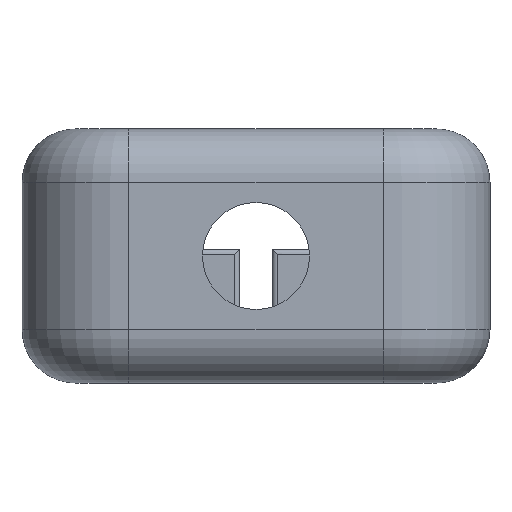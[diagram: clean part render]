
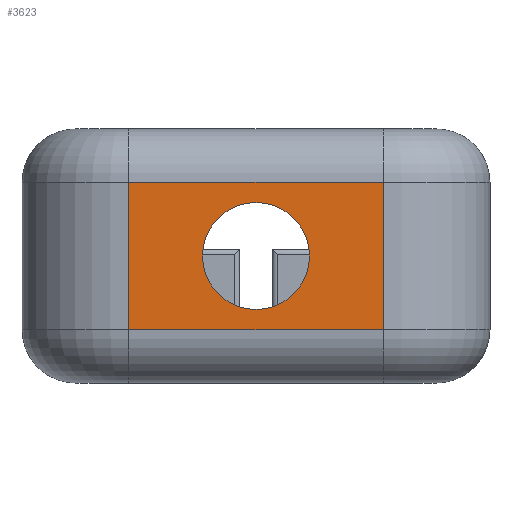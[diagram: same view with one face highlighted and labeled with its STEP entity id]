
A CAD part, left-side view. The second image highlights one B-rep face of the part: STEP entity #3623.
In plain terms, the highlighted planar face has unit normal (-1, 0, 0).
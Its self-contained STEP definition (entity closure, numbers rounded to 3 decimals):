
#19 = ORIENTED_EDGE ( 'NONE', *, *, #363, .T. ) ;
#88 = VECTOR ( 'NONE', #110, 1000. ) ;
#110 = DIRECTION ( 'NONE',  ( 0., -1., 0. ) ) ;
#168 = AXIS2_PLACEMENT_3D ( 'NONE', #228, #599, #3125 ) ;
#204 = LINE ( 'NONE', #1964, #88 ) ;
#217 = VECTOR ( 'NONE', #2173, 1000. ) ;
#228 = CARTESIAN_POINT ( 'NONE',  ( -17.5, 8.75, 9.5 ) ) ;
#234 = EDGE_LOOP ( 'NONE', ( #2420, #19, #2496, #4125 ) ) ;
#240 = CARTESIAN_POINT ( 'NONE',  ( -17.5, -4.75, 9.5 ) ) ;
#363 = EDGE_CURVE ( 'NONE', #3249, #2249, #3320, .T. ) ;
#428 = EDGE_CURVE ( 'NONE', #473, #1577, #3110, .T. ) ;
#473 = VERTEX_POINT ( 'NONE', #957 ) ;
#524 = EDGE_CURVE ( 'NONE', #2249, #473, #2678, .T. ) ;
#569 = VECTOR ( 'NONE', #639, 1000. ) ;
#599 = DIRECTION ( 'NONE',  ( 1., 0., 0. ) ) ;
#639 = DIRECTION ( 'NONE',  ( 0., 0., 1. ) ) ;
#957 = CARTESIAN_POINT ( 'NONE',  ( -17.5, 4.75, 7.5 ) ) ;
#1236 = CARTESIAN_POINT ( 'NONE',  ( -17.5, 2., 4.75 ) ) ;
#1246 = CARTESIAN_POINT ( 'NONE',  ( -17.5, -2., 4.75 ) ) ;
#1535 = CARTESIAN_POINT ( 'NONE',  ( -17.5, 4.75, 2. ) ) ;
#1577 = VERTEX_POINT ( 'NONE', #1535 ) ;
#1711 = CARTESIAN_POINT ( 'NONE',  ( -17.5, 8.75, 7.5 ) ) ;
#1757 = FACE_BOUND ( 'NONE', #4541, .T. ) ;
#1784 = CARTESIAN_POINT ( 'NONE',  ( -17.5, 0., 4.75 ) ) ;
#1868 = CARTESIAN_POINT ( 'NONE',  ( -17.5, 0., 4.75 ) ) ;
#1964 = CARTESIAN_POINT ( 'NONE',  ( -17.5, -8.75, 2. ) ) ;
#2017 = AXIS2_PLACEMENT_3D ( 'NONE', #1868, #4274, #2229 ) ;
#2142 = DIRECTION ( 'NONE',  ( 0., -1., 0. ) ) ;
#2164 = ORIENTED_EDGE ( 'NONE', *, *, #4308, .F. ) ;
#2173 = DIRECTION ( 'NONE',  ( 0., 0., -1. ) ) ;
#2177 = VERTEX_POINT ( 'NONE', #1246 ) ;
#2229 = DIRECTION ( 'NONE',  ( 0., -1., 0. ) ) ;
#2249 = VERTEX_POINT ( 'NONE', #3435 ) ;
#2420 = ORIENTED_EDGE ( 'NONE', *, *, #2901, .T. ) ;
#2496 = ORIENTED_EDGE ( 'NONE', *, *, #524, .T. ) ;
#2678 = LINE ( 'NONE', #1711, #4366 ) ;
#2745 = VERTEX_POINT ( 'NONE', #1236 ) ;
#2752 = EDGE_CURVE ( 'NONE', #2177, #2745, #4514, .T. ) ;
#2798 = DIRECTION ( 'NONE',  ( 0., 1., 0. ) ) ;
#2814 = ORIENTED_EDGE ( 'NONE', *, *, #2752, .F. ) ;
#2892 = CARTESIAN_POINT ( 'NONE',  ( -17.5, -4.75, 2. ) ) ;
#2901 = EDGE_CURVE ( 'NONE', #1577, #3249, #204, .T. ) ;
#3110 = LINE ( 'NONE', #4555, #217 ) ;
#3125 = DIRECTION ( 'NONE',  ( 0., 0., -1. ) ) ;
#3249 = VERTEX_POINT ( 'NONE', #2892 ) ;
#3320 = LINE ( 'NONE', #240, #569 ) ;
#3435 = CARTESIAN_POINT ( 'NONE',  ( -17.5, -4.75, 7.5 ) ) ;
#3512 = FACE_OUTER_BOUND ( 'NONE', #234, .T. ) ;
#3623 = ADVANCED_FACE ( 'NONE', ( #1757, #3512 ), #4118, .F. ) ;
#3656 = CIRCLE ( 'NONE', #3809, 2. ) ;
#3809 = AXIS2_PLACEMENT_3D ( 'NONE', #1784, #4200, #2142 ) ;
#4118 = PLANE ( 'NONE',  #168 ) ;
#4125 = ORIENTED_EDGE ( 'NONE', *, *, #428, .T. ) ;
#4200 = DIRECTION ( 'NONE',  ( -1., 0., 0. ) ) ;
#4274 = DIRECTION ( 'NONE',  ( -1., 0., 0. ) ) ;
#4308 = EDGE_CURVE ( 'NONE', #2745, #2177, #3656, .T. ) ;
#4366 = VECTOR ( 'NONE', #2798, 1000. ) ;
#4514 = CIRCLE ( 'NONE', #2017, 2. ) ;
#4541 = EDGE_LOOP ( 'NONE', ( #2814, #2164 ) ) ;
#4555 = CARTESIAN_POINT ( 'NONE',  ( -17.5, 4.75, 2. ) ) ;
